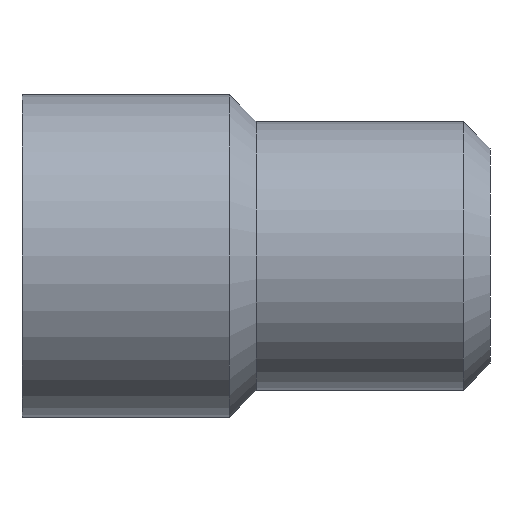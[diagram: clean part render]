
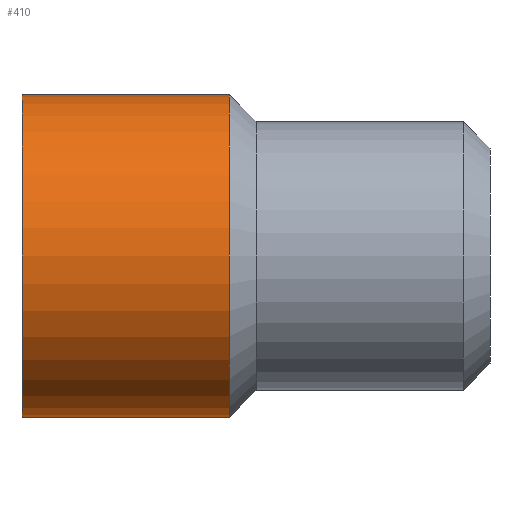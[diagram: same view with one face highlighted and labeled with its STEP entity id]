
A CAD part, front view. The second image highlights one B-rep face of the part: STEP entity #410.
In plain terms, the highlighted cylindrical face has radius 15 mm (diameter 30 mm), a partial arc.
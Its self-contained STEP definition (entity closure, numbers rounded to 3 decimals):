
#118=CARTESIAN_POINT('',(19.25,0.,0.));
#119=DIRECTION('',(-1.,0.,0.));
#120=DIRECTION('',(0.,0.,-1.));
#121=AXIS2_PLACEMENT_3D('',#118,#119,#120);
#126=DIRECTION('',(-1.,0.,0.));
#127=VECTOR('',#126,19.25);
#128=CARTESIAN_POINT('',(19.25,0.,
-15.));
#129=LINE('',#128,#127);
#133=DIRECTION('',(-1.,0.,0.));
#134=VECTOR('',#133,19.25);
#135=CARTESIAN_POINT('',(19.25,0.,15.));
#136=LINE('',#135,#134);
#269=CARTESIAN_POINT('',(0.,0.,0.));
#270=DIRECTION('',(-1.,0.,0.));
#271=DIRECTION('',(0.,0.,-1.));
#272=AXIS2_PLACEMENT_3D('',#269,#270,#271);
#315=CARTESIAN_POINT('',(0.,0.,-15.));
#316=CARTESIAN_POINT('',(0.,0.,15.));
#317=VERTEX_POINT('',#315);
#318=VERTEX_POINT('',#316);
#319=CARTESIAN_POINT('',(19.25,0.,-15.));
#320=CARTESIAN_POINT('',(19.25,0.,15.));
#321=VERTEX_POINT('',#319);
#322=VERTEX_POINT('',#320);
#397=CARTESIAN_POINT('',(-2.175,0.,0.));
#398=DIRECTION('',(1.,0.,0.));
#399=DIRECTION('',(0.,0.,1.));
#400=AXIS2_PLACEMENT_3D('',#397,#398,#399);
#401=CYLINDRICAL_SURFACE('',#400,15.);
#403=ORIENTED_EDGE('',*,*,#402,.F.);
#404=ORIENTED_EDGE('',*,*,#392,.T.);
#406=ORIENTED_EDGE('',*,*,#405,.T.);
#407=ORIENTED_EDGE('',*,*,#388,.F.);
#408=EDGE_LOOP('',(#403,#404,#406,#407));
#409=FACE_OUTER_BOUND('',#408,.F.);
#410=ADVANCED_FACE('',(#409),#401,.T.);
#122=CIRCLE('',#121,15.);
#273=CIRCLE('',#272,15.);
#388=EDGE_CURVE('',#322,#318,#136,.T.);
#392=EDGE_CURVE('',#321,#317,#129,.T.);
#402=EDGE_CURVE('',#321,#322,#122,.T.);
#405=EDGE_CURVE('',#317,#318,#273,.T.);
